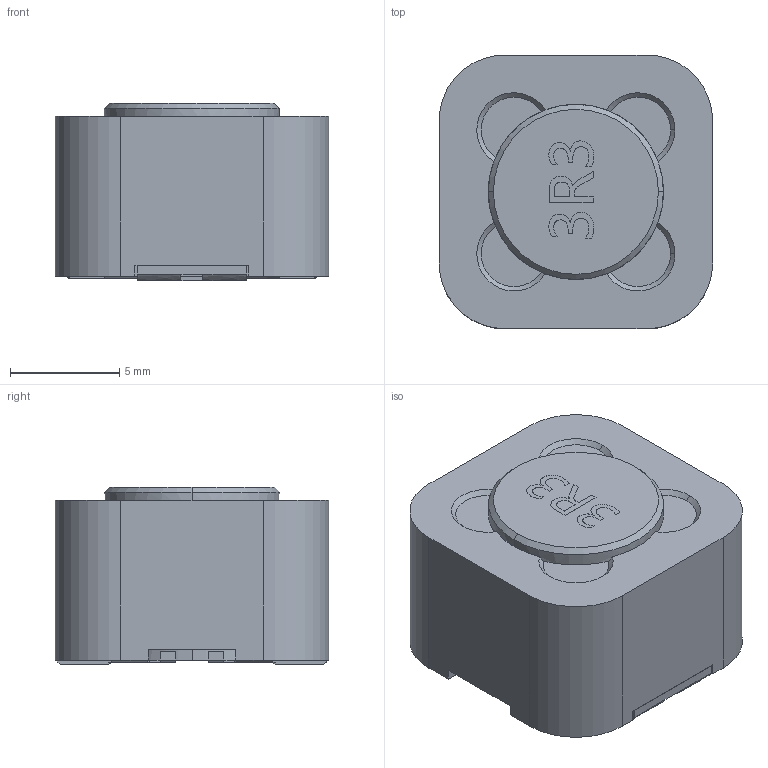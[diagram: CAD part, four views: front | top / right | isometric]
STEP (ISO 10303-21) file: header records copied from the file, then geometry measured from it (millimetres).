
FILE_DESCRIPTION (( 'STEP AP214' ), '1' );
FILE_NAME ('IND-SMD_L12.5-W12.5-H8.0_GSDRK127P.step', '2022-07-08T23:36:40', ( '' ), ( '' ), 'SwSTEP 2.0', 'SolidWorks 2020', '' );
FILE_SCHEMA (( 'AUTOMOTIVE_DESIGN' ));
Length unit declared in the file: millimetre
Products named in the file (1): IND-SMD_L12.5-W12.5-H8.0_GSDRK127P
Bounding box: 12.51 x 12.5 x 8.1 mm (x, y, z)
Volume: 1053.4 mm3; surface area: 950.5 mm2
Topology: 3 solids, 3 shells, 529 faces, 1414 edges, 918 vertices
Faces by surface type: plane 334, bspline 154, cylinder 33, cone 8
Entity records: 25124 total; most frequent: CARTESIAN_POINT 7395, ORIENTED_EDGE 2828, DIRECTION 1918, EDGE_CURVE 1414, VECTOR 966, LINE 966, VERTEX_POINT 918, EDGE_LOOP 560
